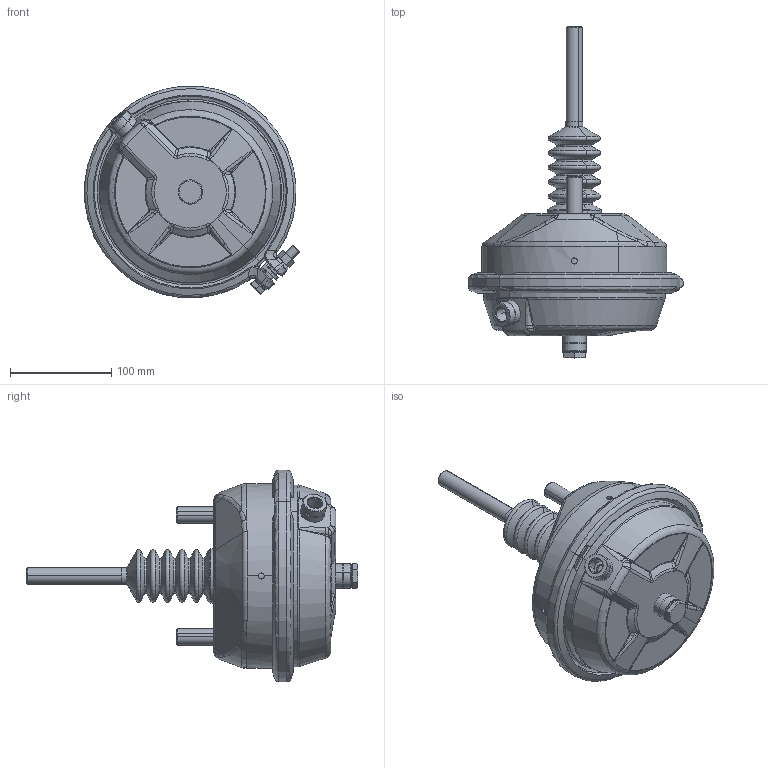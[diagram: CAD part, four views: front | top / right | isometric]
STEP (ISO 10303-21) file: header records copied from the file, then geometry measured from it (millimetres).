
FILE_DESCRIPTION((''),'2;1');
FILE_NAME('123300001_ASM','2017-12-01T',('manderson'),('Haldex Brake Products'),'CREO PARAMETRIC BY PTC INC, 2015290','CREO PARAMETRIC BY PTC INC, 2015290','');
FILE_SCHEMA(('AUTOMOTIVE_DESIGN { 1 0 10303 214 1 1 1 1 }'));
Length unit declared in the file: millimetre
Products named in the file (20): 01_63_190_12_03_2008; 01_61_10_22_04_2005; 01_63_191_12_03_2008_ASM; 01_15_157; 01_10_24; 332_06_021; 03_130_113_9384; 01_15_157M_12_03_2008_ASM; 01_63_03_12_03_2008; 01_19_10; 01_63_02_12_03_2008_ASM; 01_20_81_12420; 01_63_59_18_12_2007; 01_60_229_04_03_2008; 01_63_19_12_03_2008_ASM; 01_09_15_16_10_2007; 03_20_16_2184; 01_14_30; 01_15_117_08_10_2007; 123300001_ASM
Assembly tree (21 placements, depth 3):
  123300001_ASM
    01_63_191_12_03_2008_ASM
      01_63_190_12_03_2008
      01_61_10_22_04_2005  x2
    01_15_157M_12_03_2008_ASM
      01_15_157
      01_10_24
      332_06_021
      03_130_113_9384
    01_63_02_12_03_2008_ASM
      01_63_03_12_03_2008
      01_19_10  x2
    01_20_81_12420
    01_63_19_12_03_2008_ASM
      01_63_59_18_12_2007
      01_60_229_04_03_2008
    01_09_15_16_10_2007
    03_20_16_2184
    01_14_30
    01_15_117_08_10_2007
Bounding box: 212.72 x 328.65 x 209.31 mm (x, y, z)
Volume: 744588 mm3; surface area: 487616.2 mm2
Topology: 17 solids, 22 shells, 1078 faces, 2708 edges, 1654 vertices
Faces by surface type: bspline 246, cylinder 219, cone 192, torus 188, plane 175, extrusion 42, sphere 16
Entity records: 50322 total; most frequent: CARTESIAN_POINT 22508, ORIENTED_EDGE 5168, DIRECTION 4463, EDGE_CURVE 2590, AXIS2_PLACEMENT_3D 1921, VERTEX_POINT 1593, CIRCLE 1111, EDGE_LOOP 1085
